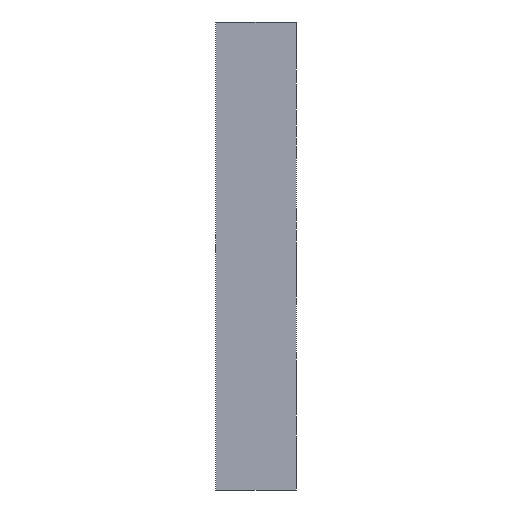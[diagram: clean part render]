
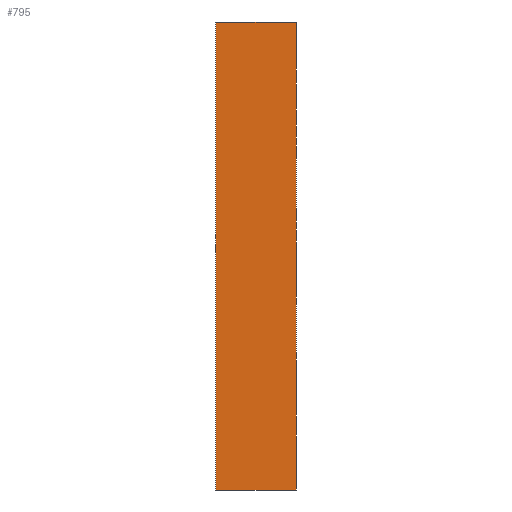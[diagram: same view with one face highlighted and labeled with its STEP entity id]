
A CAD part, left-side view. The second image highlights one B-rep face of the part: STEP entity #795.
In plain terms, the highlighted planar face has unit normal (-1, 0, 0).
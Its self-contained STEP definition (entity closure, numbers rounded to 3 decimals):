
#15 = CARTESIAN_POINT ( 'NONE',  ( -75., 51., -56.5 ) ) ;
#99 = VERTEX_POINT ( 'NONE', #2500 ) ;
#185 = EDGE_CURVE ( 'NONE', #2103, #282, #843, .T. ) ;
#282 = VERTEX_POINT ( 'NONE', #1920 ) ;
#300 = LINE ( 'NONE', #699, #1025 ) ;
#616 = CARTESIAN_POINT ( 'NONE',  ( -75., 0., 240.5 ) ) ;
#630 = VERTEX_POINT ( 'NONE', #616 ) ;
#699 = CARTESIAN_POINT ( 'NONE',  ( -75., 51., -56.5 ) ) ;
#795 = ADVANCED_FACE ( 'NONE', ( #872 ), #1106, .F. ) ;
#825 = DIRECTION ( 'NONE',  ( 0., 0., -1. ) ) ;
#843 = LINE ( 'NONE', #1616, #2288 ) ;
#872 = FACE_OUTER_BOUND ( 'NONE', #1199, .T. ) ;
#1025 = VECTOR ( 'NONE', #1519, 1000. ) ;
#1106 = PLANE ( 'NONE',  #1855 ) ;
#1199 = EDGE_LOOP ( 'NONE', ( #2552, #2600, #2386, #2298 ) ) ;
#1249 = VECTOR ( 'NONE', #1694, 1000. ) ;
#1255 = DIRECTION ( 'NONE',  ( 0., -1., 0. ) ) ;
#1296 = CARTESIAN_POINT ( 'NONE',  ( -75., 51., -56.5 ) ) ;
#1313 = EDGE_CURVE ( 'NONE', #99, #630, #1745, .T. ) ;
#1315 = CARTESIAN_POINT ( 'NONE',  ( -75., 51., 240.5 ) ) ;
#1519 = DIRECTION ( 'NONE',  ( 0., 0., 1. ) ) ;
#1616 = CARTESIAN_POINT ( 'NONE',  ( -75., 51., -56.5 ) ) ;
#1682 = CARTESIAN_POINT ( 'NONE',  ( -75., 0., -56.5 ) ) ;
#1694 = DIRECTION ( 'NONE',  ( 0., 0., 1. ) ) ;
#1745 = LINE ( 'NONE', #1315, #2333 ) ;
#1855 = AXIS2_PLACEMENT_3D ( 'NONE', #15, #1879, #825 ) ;
#1879 = DIRECTION ( 'NONE',  ( 1., 0., 0. ) ) ;
#1888 = EDGE_CURVE ( 'NONE', #282, #630, #2043, .T. ) ;
#1920 = CARTESIAN_POINT ( 'NONE',  ( -75., 0., -56.5 ) ) ;
#2043 = LINE ( 'NONE', #1682, #1249 ) ;
#2103 = VERTEX_POINT ( 'NONE', #1296 ) ;
#2288 = VECTOR ( 'NONE', #1255, 1000. ) ;
#2298 = ORIENTED_EDGE ( 'NONE', *, *, #185, .T. ) ;
#2316 = EDGE_CURVE ( 'NONE', #2103, #99, #300, .T. ) ;
#2333 = VECTOR ( 'NONE', #2563, 1000. ) ;
#2386 = ORIENTED_EDGE ( 'NONE', *, *, #2316, .F. ) ;
#2500 = CARTESIAN_POINT ( 'NONE',  ( -75., 51., 240.5 ) ) ;
#2552 = ORIENTED_EDGE ( 'NONE', *, *, #1888, .T. ) ;
#2563 = DIRECTION ( 'NONE',  ( 0., -1., 0. ) ) ;
#2600 = ORIENTED_EDGE ( 'NONE', *, *, #1313, .F. ) ;
